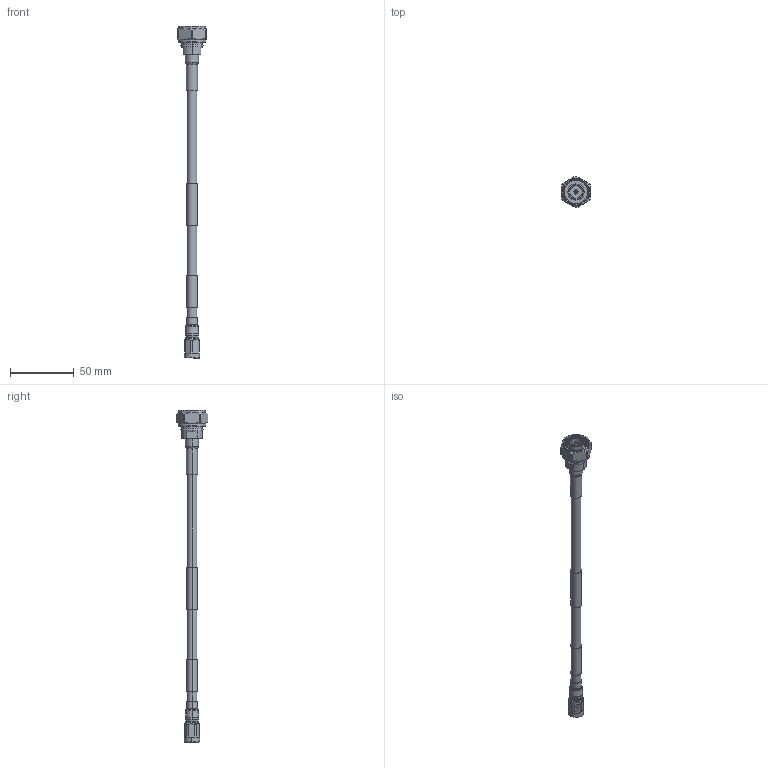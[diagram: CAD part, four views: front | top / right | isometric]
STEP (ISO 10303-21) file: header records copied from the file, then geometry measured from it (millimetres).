
FILE_DESCRIPTION (( 'STEP AP214' ), '1' );
FILE_NAME ('LCCA31019.step', '2022-10-04T19:14:41', ( '' ), ( '' ), 'SwSTEP 2.0', 'SolidWorks 2021', '' );
FILE_SCHEMA (( 'AUTOMOTIVE_DESIGN' ));
Length unit declared in the file: inch
Products named in the file (4): TC-250-NX10M-LP-LC^LCCA31019; TC-250-4310M-LP^LCCA31019_HeatShrink ; SPO-250-LC^LCCA31019_SPO-250 ﾝ SPF-250; LCCA31019
Assembly tree (3 placements, depth 2):
  LCCA31019
    SPO-250-LC^LCCA31019_SPO-250 ﾝ SPF-250
    TC-250-NX10M-LP-LC^LCCA31019
    TC-250-4310M-LP^LCCA31019_HeatShrink 
Bounding box: 22 x 24.62 x 260.4 mm (x, y, z)
Volume: 17308 mm3; surface area: 12143.8 mm2
Topology: 4 solids, 5 shells, 346 faces, 801 edges, 496 vertices
Faces by surface type: cylinder 139, cone 91, plane 87, torus 24, bspline 5
Entity records: 12013 total; most frequent: CARTESIAN_POINT 3757, DIRECTION 1738, ORIENTED_EDGE 1602, EDGE_CURVE 801, AXIS2_PLACEMENT_3D 716, VERTEX_POINT 496, EDGE_LOOP 379, CIRCLE 369
